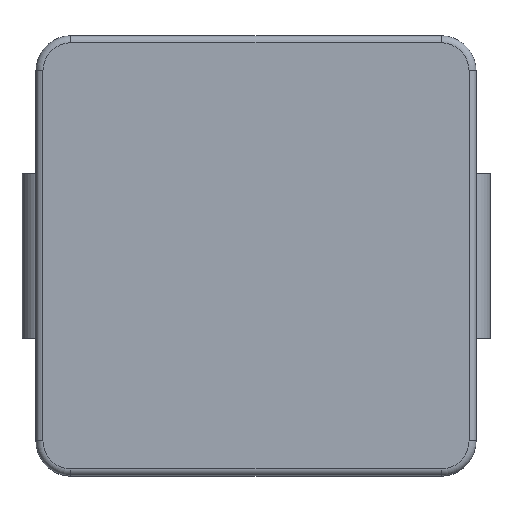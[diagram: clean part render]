
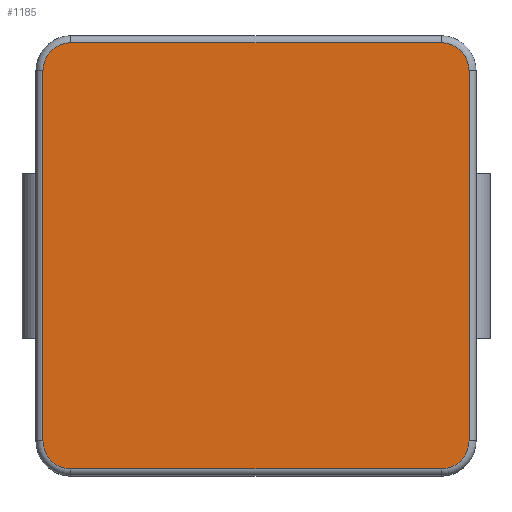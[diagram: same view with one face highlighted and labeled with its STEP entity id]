
A CAD part, top view. The second image highlights one B-rep face of the part: STEP entity #1185.
In plain terms, the highlighted planar face has unit normal (0, 0, 1).
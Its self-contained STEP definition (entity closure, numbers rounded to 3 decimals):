
#87 = CYLINDRICAL_SURFACE('',#88,0.2);
#88 = AXIS2_PLACEMENT_3D('',#89,#90,#91);
#89 = CARTESIAN_POINT('',(-5.3,6.1,5.5));
#90 = DIRECTION('',(1.,0.,0.));
#91 = DIRECTION('',(0.,1.,0.));
#229 = TOROIDAL_SURFACE('',#230,0.8,0.2);
#230 = AXIS2_PLACEMENT_3D('',#231,#232,#233);
#231 = CARTESIAN_POINT('',(-5.3,5.3,5.5));
#232 = DIRECTION('',(0.,0.,1.));
#233 = DIRECTION('',(-1.,0.,0.));
#328 = VERTEX_POINT('',#329);
#329 = CARTESIAN_POINT('',(-5.3,6.1,5.7));
#351 = EDGE_CURVE('',#328,#352,#354,.T.);
#352 = VERTEX_POINT('',#353);
#353 = CARTESIAN_POINT('',(5.3,6.1,5.7));
#354 = SURFACE_CURVE('',#355,(#359,#366),.PCURVE_S1.);
#355 = LINE('',#356,#357);
#356 = CARTESIAN_POINT('',(-5.3,6.1,5.7));
#357 = VECTOR('',#358,1.);
#358 = DIRECTION('',(1.,0.,0.));
#359 = PCURVE('',#87,#360);
#360 = DEFINITIONAL_REPRESENTATION('',(#361),#365);
#361 = LINE('',#362,#363);
#362 = CARTESIAN_POINT('',(1.571,0.));
#363 = VECTOR('',#364,1.);
#364 = DIRECTION('',(0.,1.));
#365 = ( GEOMETRIC_REPRESENTATION_CONTEXT(2) 
PARAMETRIC_REPRESENTATION_CONTEXT() REPRESENTATION_CONTEXT('2D SPACE',''
  ) );
#366 = PCURVE('',#367,#372);
#367 = PLANE('',#368);
#368 = AXIS2_PLACEMENT_3D('',#369,#370,#371);
#369 = CARTESIAN_POINT('',(0.,0.,5.7));
#370 = DIRECTION('',(-0.,-0.,-1.));
#371 = DIRECTION('',(-1.,0.,0.));
#372 = DEFINITIONAL_REPRESENTATION('',(#373),#377);
#373 = LINE('',#374,#375);
#374 = CARTESIAN_POINT('',(5.3,6.1));
#375 = VECTOR('',#376,1.);
#376 = DIRECTION('',(-1.,0.));
#377 = ( GEOMETRIC_REPRESENTATION_CONTEXT(2) 
PARAMETRIC_REPRESENTATION_CONTEXT() REPRESENTATION_CONTEXT('2D SPACE',''
  ) );
#394 = TOROIDAL_SURFACE('',#395,0.8,0.2);
#395 = AXIS2_PLACEMENT_3D('',#396,#397,#398);
#396 = CARTESIAN_POINT('',(5.3,5.3,5.5));
#397 = DIRECTION('',(0.,0.,1.));
#398 = DIRECTION('',(0.,1.,0.));
#545 = VERTEX_POINT('',#546);
#546 = CARTESIAN_POINT('',(-6.1,5.3,5.7));
#561 = CYLINDRICAL_SURFACE('',#562,0.2);
#562 = AXIS2_PLACEMENT_3D('',#563,#564,#565);
#563 = CARTESIAN_POINT('',(-6.1,-5.3,5.5));
#564 = DIRECTION('',(0.,1.,0.));
#565 = DIRECTION('',(-1.,0.,0.));
#575 = EDGE_CURVE('',#545,#328,#576,.T.);
#576 = SURFACE_CURVE('',#577,(#582,#589),.PCURVE_S1.);
#577 = CIRCLE('',#578,0.8);
#578 = AXIS2_PLACEMENT_3D('',#579,#580,#581);
#579 = CARTESIAN_POINT('',(-5.3,5.3,5.7));
#580 = DIRECTION('',(0.,0.,-1.));
#581 = DIRECTION('',(-1.,0.,0.));
#582 = PCURVE('',#229,#583);
#583 = DEFINITIONAL_REPRESENTATION('',(#584),#588);
#584 = LINE('',#585,#586);
#585 = CARTESIAN_POINT('',(-0.,1.571));
#586 = VECTOR('',#587,1.);
#587 = DIRECTION('',(-1.,0.));
#588 = ( GEOMETRIC_REPRESENTATION_CONTEXT(2) 
PARAMETRIC_REPRESENTATION_CONTEXT() REPRESENTATION_CONTEXT('2D SPACE',''
  ) );
#589 = PCURVE('',#367,#590);
#590 = DEFINITIONAL_REPRESENTATION('',(#591),#595);
#591 = CIRCLE('',#592,0.8);
#592 = AXIS2_PLACEMENT_2D('',#593,#594);
#593 = CARTESIAN_POINT('',(5.3,5.3));
#594 = DIRECTION('',(1.,0.));
#595 = ( GEOMETRIC_REPRESENTATION_CONTEXT(2) 
PARAMETRIC_REPRESENTATION_CONTEXT() REPRESENTATION_CONTEXT('2D SPACE',''
  ) );
#1185 = ADVANCED_FACE('',(#1186),#367,.F.);
#1186 = FACE_BOUND('',#1187,.F.);
#1187 = EDGE_LOOP('',(#1188,#1189,#1213,#1241,#1270,#1298,#1327,#1348));
#1188 = ORIENTED_EDGE('',*,*,#351,.T.);
#1189 = ORIENTED_EDGE('',*,*,#1190,.T.);
#1190 = EDGE_CURVE('',#352,#1191,#1193,.T.);
#1191 = VERTEX_POINT('',#1192);
#1192 = CARTESIAN_POINT('',(6.1,5.3,5.7));
#1193 = SURFACE_CURVE('',#1194,(#1199,#1206),.PCURVE_S1.);
#1194 = CIRCLE('',#1195,0.8);
#1195 = AXIS2_PLACEMENT_3D('',#1196,#1197,#1198);
#1196 = CARTESIAN_POINT('',(5.3,5.3,5.7));
#1197 = DIRECTION('',(0.,0.,-1.));
#1198 = DIRECTION('',(0.,1.,0.));
#1199 = PCURVE('',#367,#1200);
#1200 = DEFINITIONAL_REPRESENTATION('',(#1201),#1205);
#1201 = CIRCLE('',#1202,0.8);
#1202 = AXIS2_PLACEMENT_2D('',#1203,#1204);
#1203 = CARTESIAN_POINT('',(-5.3,5.3));
#1204 = DIRECTION('',(0.,1.));
#1205 = ( GEOMETRIC_REPRESENTATION_CONTEXT(2) 
PARAMETRIC_REPRESENTATION_CONTEXT() REPRESENTATION_CONTEXT('2D SPACE',''
  ) );
#1206 = PCURVE('',#394,#1207);
#1207 = DEFINITIONAL_REPRESENTATION('',(#1208),#1212);
#1208 = LINE('',#1209,#1210);
#1209 = CARTESIAN_POINT('',(-0.,1.571));
#1210 = VECTOR('',#1211,1.);
#1211 = DIRECTION('',(-1.,0.));
#1212 = ( GEOMETRIC_REPRESENTATION_CONTEXT(2) 
PARAMETRIC_REPRESENTATION_CONTEXT() REPRESENTATION_CONTEXT('2D SPACE',''
  ) );
#1213 = ORIENTED_EDGE('',*,*,#1214,.T.);
#1214 = EDGE_CURVE('',#1191,#1215,#1217,.T.);
#1215 = VERTEX_POINT('',#1216);
#1216 = CARTESIAN_POINT('',(6.1,-5.3,5.7));
#1217 = SURFACE_CURVE('',#1218,(#1222,#1229),.PCURVE_S1.);
#1218 = LINE('',#1219,#1220);
#1219 = CARTESIAN_POINT('',(6.1,5.3,5.7));
#1220 = VECTOR('',#1221,1.);
#1221 = DIRECTION('',(0.,-1.,0.));
#1222 = PCURVE('',#367,#1223);
#1223 = DEFINITIONAL_REPRESENTATION('',(#1224),#1228);
#1224 = LINE('',#1225,#1226);
#1225 = CARTESIAN_POINT('',(-6.1,5.3));
#1226 = VECTOR('',#1227,1.);
#1227 = DIRECTION('',(0.,-1.));
#1228 = ( GEOMETRIC_REPRESENTATION_CONTEXT(2) 
PARAMETRIC_REPRESENTATION_CONTEXT() REPRESENTATION_CONTEXT('2D SPACE',''
  ) );
#1229 = PCURVE('',#1230,#1235);
#1230 = CYLINDRICAL_SURFACE('',#1231,0.2);
#1231 = AXIS2_PLACEMENT_3D('',#1232,#1233,#1234);
#1232 = CARTESIAN_POINT('',(6.1,5.3,5.5));
#1233 = DIRECTION('',(0.,-1.,0.));
#1234 = DIRECTION('',(1.,0.,0.));
#1235 = DEFINITIONAL_REPRESENTATION('',(#1236),#1240);
#1236 = LINE('',#1237,#1238);
#1237 = CARTESIAN_POINT('',(1.571,0.));
#1238 = VECTOR('',#1239,1.);
#1239 = DIRECTION('',(0.,1.));
#1240 = ( GEOMETRIC_REPRESENTATION_CONTEXT(2) 
PARAMETRIC_REPRESENTATION_CONTEXT() REPRESENTATION_CONTEXT('2D SPACE',''
  ) );
#1241 = ORIENTED_EDGE('',*,*,#1242,.T.);
#1242 = EDGE_CURVE('',#1215,#1243,#1245,.T.);
#1243 = VERTEX_POINT('',#1244);
#1244 = CARTESIAN_POINT('',(5.3,-6.1,5.7));
#1245 = SURFACE_CURVE('',#1246,(#1251,#1258),.PCURVE_S1.);
#1246 = CIRCLE('',#1247,0.8);
#1247 = AXIS2_PLACEMENT_3D('',#1248,#1249,#1250);
#1248 = CARTESIAN_POINT('',(5.3,-5.3,5.7));
#1249 = DIRECTION('',(0.,0.,-1.));
#1250 = DIRECTION('',(1.,0.,0.));
#1251 = PCURVE('',#367,#1252);
#1252 = DEFINITIONAL_REPRESENTATION('',(#1253),#1257);
#1253 = CIRCLE('',#1254,0.8);
#1254 = AXIS2_PLACEMENT_2D('',#1255,#1256);
#1255 = CARTESIAN_POINT('',(-5.3,-5.3));
#1256 = DIRECTION('',(-1.,0.));
#1257 = ( GEOMETRIC_REPRESENTATION_CONTEXT(2) 
PARAMETRIC_REPRESENTATION_CONTEXT() REPRESENTATION_CONTEXT('2D SPACE',''
  ) );
#1258 = PCURVE('',#1259,#1264);
#1259 = TOROIDAL_SURFACE('',#1260,0.8,0.2);
#1260 = AXIS2_PLACEMENT_3D('',#1261,#1262,#1263);
#1261 = CARTESIAN_POINT('',(5.3,-5.3,5.5));
#1262 = DIRECTION('',(0.,0.,1.));
#1263 = DIRECTION('',(1.,0.,0.));
#1264 = DEFINITIONAL_REPRESENTATION('',(#1265),#1269);
#1265 = LINE('',#1266,#1267);
#1266 = CARTESIAN_POINT('',(-0.,1.571));
#1267 = VECTOR('',#1268,1.);
#1268 = DIRECTION('',(-1.,0.));
#1269 = ( GEOMETRIC_REPRESENTATION_CONTEXT(2) 
PARAMETRIC_REPRESENTATION_CONTEXT() REPRESENTATION_CONTEXT('2D SPACE',''
  ) );
#1270 = ORIENTED_EDGE('',*,*,#1271,.T.);
#1271 = EDGE_CURVE('',#1243,#1272,#1274,.T.);
#1272 = VERTEX_POINT('',#1273);
#1273 = CARTESIAN_POINT('',(-5.3,-6.1,5.7));
#1274 = SURFACE_CURVE('',#1275,(#1279,#1286),.PCURVE_S1.);
#1275 = LINE('',#1276,#1277);
#1276 = CARTESIAN_POINT('',(5.3,-6.1,5.7));
#1277 = VECTOR('',#1278,1.);
#1278 = DIRECTION('',(-1.,0.,0.));
#1279 = PCURVE('',#367,#1280);
#1280 = DEFINITIONAL_REPRESENTATION('',(#1281),#1285);
#1281 = LINE('',#1282,#1283);
#1282 = CARTESIAN_POINT('',(-5.3,-6.1));
#1283 = VECTOR('',#1284,1.);
#1284 = DIRECTION('',(1.,0.));
#1285 = ( GEOMETRIC_REPRESENTATION_CONTEXT(2) 
PARAMETRIC_REPRESENTATION_CONTEXT() REPRESENTATION_CONTEXT('2D SPACE',''
  ) );
#1286 = PCURVE('',#1287,#1292);
#1287 = CYLINDRICAL_SURFACE('',#1288,0.2);
#1288 = AXIS2_PLACEMENT_3D('',#1289,#1290,#1291);
#1289 = CARTESIAN_POINT('',(5.3,-6.1,5.5));
#1290 = DIRECTION('',(-1.,0.,0.));
#1291 = DIRECTION('',(0.,-1.,0.));
#1292 = DEFINITIONAL_REPRESENTATION('',(#1293),#1297);
#1293 = LINE('',#1294,#1295);
#1294 = CARTESIAN_POINT('',(1.571,0.));
#1295 = VECTOR('',#1296,1.);
#1296 = DIRECTION('',(0.,1.));
#1297 = ( GEOMETRIC_REPRESENTATION_CONTEXT(2) 
PARAMETRIC_REPRESENTATION_CONTEXT() REPRESENTATION_CONTEXT('2D SPACE',''
  ) );
#1298 = ORIENTED_EDGE('',*,*,#1299,.T.);
#1299 = EDGE_CURVE('',#1272,#1300,#1302,.T.);
#1300 = VERTEX_POINT('',#1301);
#1301 = CARTESIAN_POINT('',(-6.1,-5.3,5.7));
#1302 = SURFACE_CURVE('',#1303,(#1308,#1315),.PCURVE_S1.);
#1303 = CIRCLE('',#1304,0.8);
#1304 = AXIS2_PLACEMENT_3D('',#1305,#1306,#1307);
#1305 = CARTESIAN_POINT('',(-5.3,-5.3,5.7));
#1306 = DIRECTION('',(0.,0.,-1.));
#1307 = DIRECTION('',(0.,-1.,0.));
#1308 = PCURVE('',#367,#1309);
#1309 = DEFINITIONAL_REPRESENTATION('',(#1310),#1314);
#1310 = CIRCLE('',#1311,0.8);
#1311 = AXIS2_PLACEMENT_2D('',#1312,#1313);
#1312 = CARTESIAN_POINT('',(5.3,-5.3));
#1313 = DIRECTION('',(0.,-1.));
#1314 = ( GEOMETRIC_REPRESENTATION_CONTEXT(2) 
PARAMETRIC_REPRESENTATION_CONTEXT() REPRESENTATION_CONTEXT('2D SPACE',''
  ) );
#1315 = PCURVE('',#1316,#1321);
#1316 = TOROIDAL_SURFACE('',#1317,0.8,0.2);
#1317 = AXIS2_PLACEMENT_3D('',#1318,#1319,#1320);
#1318 = CARTESIAN_POINT('',(-5.3,-5.3,5.5));
#1319 = DIRECTION('',(0.,0.,1.));
#1320 = DIRECTION('',(0.,-1.,0.));
#1321 = DEFINITIONAL_REPRESENTATION('',(#1322),#1326);
#1322 = LINE('',#1323,#1324);
#1323 = CARTESIAN_POINT('',(-0.,1.571));
#1324 = VECTOR('',#1325,1.);
#1325 = DIRECTION('',(-1.,0.));
#1326 = ( GEOMETRIC_REPRESENTATION_CONTEXT(2) 
PARAMETRIC_REPRESENTATION_CONTEXT() REPRESENTATION_CONTEXT('2D SPACE',''
  ) );
#1327 = ORIENTED_EDGE('',*,*,#1328,.T.);
#1328 = EDGE_CURVE('',#1300,#545,#1329,.T.);
#1329 = SURFACE_CURVE('',#1330,(#1334,#1341),.PCURVE_S1.);
#1330 = LINE('',#1331,#1332);
#1331 = CARTESIAN_POINT('',(-6.1,-5.3,5.7));
#1332 = VECTOR('',#1333,1.);
#1333 = DIRECTION('',(0.,1.,0.));
#1334 = PCURVE('',#367,#1335);
#1335 = DEFINITIONAL_REPRESENTATION('',(#1336),#1340);
#1336 = LINE('',#1337,#1338);
#1337 = CARTESIAN_POINT('',(6.1,-5.3));
#1338 = VECTOR('',#1339,1.);
#1339 = DIRECTION('',(0.,1.));
#1340 = ( GEOMETRIC_REPRESENTATION_CONTEXT(2) 
PARAMETRIC_REPRESENTATION_CONTEXT() REPRESENTATION_CONTEXT('2D SPACE',''
  ) );
#1341 = PCURVE('',#561,#1342);
#1342 = DEFINITIONAL_REPRESENTATION('',(#1343),#1347);
#1343 = LINE('',#1344,#1345);
#1344 = CARTESIAN_POINT('',(1.571,0.));
#1345 = VECTOR('',#1346,1.);
#1346 = DIRECTION('',(0.,1.));
#1347 = ( GEOMETRIC_REPRESENTATION_CONTEXT(2) 
PARAMETRIC_REPRESENTATION_CONTEXT() REPRESENTATION_CONTEXT('2D SPACE',''
  ) );
#1348 = ORIENTED_EDGE('',*,*,#575,.T.);
